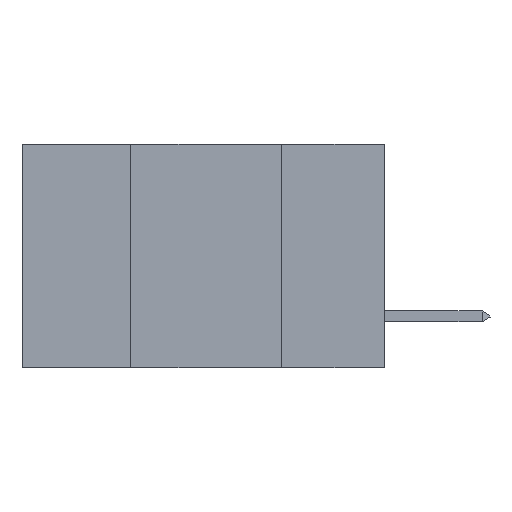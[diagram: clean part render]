
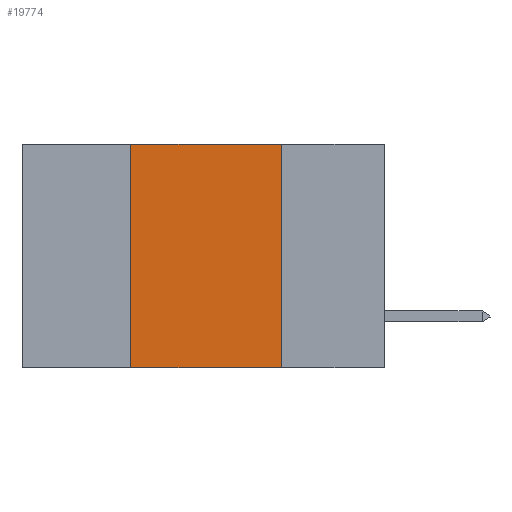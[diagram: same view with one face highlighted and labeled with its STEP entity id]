
A CAD part, left-side view. The second image highlights one B-rep face of the part: STEP entity #19774.
In plain terms, the highlighted planar face has unit normal (-1, 0, 0).
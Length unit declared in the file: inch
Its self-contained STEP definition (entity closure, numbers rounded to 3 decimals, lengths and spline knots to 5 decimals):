
#3541 = VERTEX_POINT ( 'NONE', #32643 ) ;
#3802 = AXIS2_PLACEMENT_3D ( 'NONE', #35691, #36641, #36973 ) ;
#4108 = VECTOR ( 'NONE', #17974, 39.37008 ) ;
#7490 = VERTEX_POINT ( 'NONE', #35042 ) ;
#9436 = LINE ( 'NONE', #17673, #4108 ) ;
#9439 = ORIENTED_EDGE ( 'NONE', *, *, #28356, .F. ) ;
#10495 = EDGE_CURVE ( 'NONE', #14438, #7490, #9436, .T. ) ;
#10912 = CARTESIAN_POINT ( 'NONE',  ( 0., 0.42, -0.37 ) ) ;
#13643 = VECTOR ( 'NONE', #37975, 39.37008 ) ;
#14438 = VERTEX_POINT ( 'NONE', #10912 ) ;
#17548 = EDGE_LOOP ( 'NONE', ( #9439, #19256, #26824, #35031 ) ) ;
#17673 = CARTESIAN_POINT ( 'NONE',  ( 0., 0.42, 0. ) ) ;
#17974 = DIRECTION ( 'NONE',  ( 0., 0., 1. ) ) ;
#19110 = CARTESIAN_POINT ( 'NONE',  ( 0., 0.6, 0. ) ) ;
#19256 = ORIENTED_EDGE ( 'NONE', *, *, #22492, .F. ) ;
#19774 = ADVANCED_FACE ( 'NONE', ( #36692 ), #28157, .F. ) ;
#20588 = CARTESIAN_POINT ( 'NONE',  ( 0., 0.6, -0.37 ) ) ;
#22492 = EDGE_CURVE ( 'NONE', #7490, #3541, #45933, .T. ) ;
#26824 = ORIENTED_EDGE ( 'NONE', *, *, #10495, .F. ) ;
#27806 = LINE ( 'NONE', #42535, #37776 ) ;
#27846 = EDGE_CURVE ( 'NONE', #14438, #37959, #33097, .T. ) ;
#28157 = PLANE ( 'NONE',  #3802 ) ;
#28356 = EDGE_CURVE ( 'NONE', #3541, #37959, #27806, .T. ) ;
#32643 = CARTESIAN_POINT ( 'NONE',  ( 0., 0.17, 0. ) ) ;
#33097 = LINE ( 'NONE', #20588, #43104 ) ;
#34209 = CARTESIAN_POINT ( 'NONE',  ( 0., 0.17, -0.37 ) ) ;
#35031 = ORIENTED_EDGE ( 'NONE', *, *, #27846, .T. ) ;
#35042 = CARTESIAN_POINT ( 'NONE',  ( 0., 0.42, 0. ) ) ;
#35691 = CARTESIAN_POINT ( 'NONE',  ( 0., 0.6, 0. ) ) ;
#35837 = DIRECTION ( 'NONE',  ( 0., -1., 0. ) ) ;
#36641 = DIRECTION ( 'NONE',  ( 1., 0., 0. ) ) ;
#36692 = FACE_OUTER_BOUND ( 'NONE', #17548, .T. ) ;
#36973 = DIRECTION ( 'NONE',  ( 0., 0., -1. ) ) ;
#37776 = VECTOR ( 'NONE', #45845, 39.37008 ) ;
#37959 = VERTEX_POINT ( 'NONE', #34209 ) ;
#37975 = DIRECTION ( 'NONE',  ( 0., -1., 0. ) ) ;
#42535 = CARTESIAN_POINT ( 'NONE',  ( 0., 0.17, 0. ) ) ;
#43104 = VECTOR ( 'NONE', #35837, 39.37008 ) ;
#45845 = DIRECTION ( 'NONE',  ( 0., 0., -1. ) ) ;
#45933 = LINE ( 'NONE', #19110, #13643 ) ;
